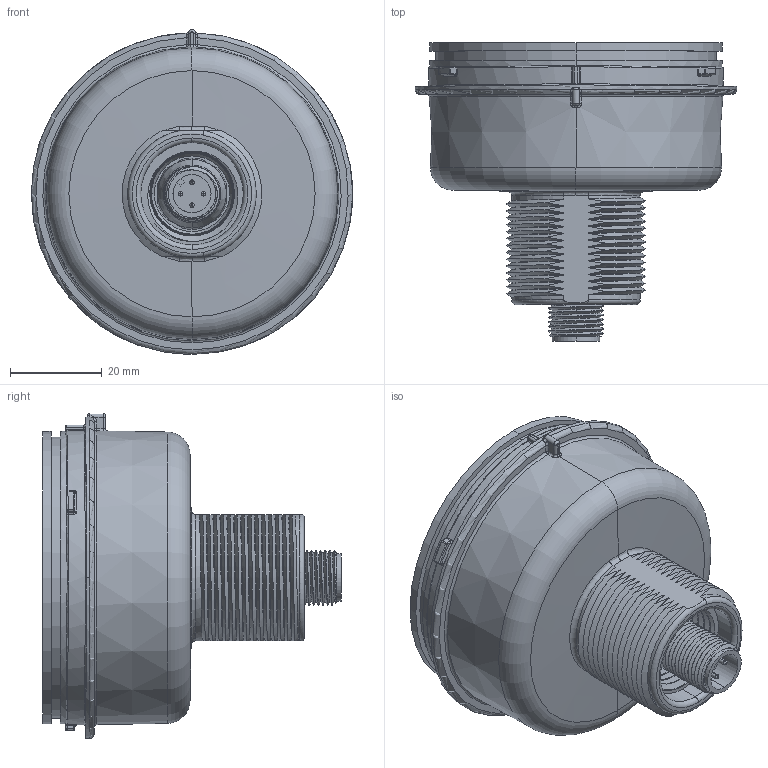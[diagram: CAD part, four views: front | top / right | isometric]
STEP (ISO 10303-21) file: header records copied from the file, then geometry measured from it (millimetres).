
FILE_DESCRIPTION((''),'2;1');
FILE_NAME('180995_ASM','2014-09-05T',('pdmadmin'),(''),'PRO/ENGINEER BY PARAMETRIC TECHNOLOGY CORPORATION, 2013230','PRO/ENGINEER BY PARAMETRIC TECHNOLOGY CORPORATION, 2013230','');
FILE_SCHEMA(('CONFIG_CONTROL_DESIGN'));
Length unit declared in the file: millimetre
Products named in the file (6): 180077; 178930; 180482; 08427_NO_ORING; 140249; 180995_ASM
Assembly tree (7 placements, depth 2):
  180995_ASM
    180077
    178930
    180482
    08427_NO_ORING
    140249  x3
Bounding box: 70 x 65 x 70.75 mm (x, y, z)
Volume: 49143.4 mm3; surface area: 36724.2 mm2
Topology: 7 solids, 10 shells, 1108 faces, 3511 edges, 2371 vertices
Faces by surface type: cylinder 453, bspline 378, plane 123, torus 73, cone 57, sphere 24
Entity records: 57107 total; most frequent: CARTESIAN_POINT 39947, ORIENTED_EDGE 3815, DIRECTION 2811, EDGE_CURVE 2123, VERTEX_POINT 1371, AXIS2_PLACEMENT_3D 1131, B_SPLINE_CURVE_WITH_KNOTS 994, EDGE_LOOP 817
